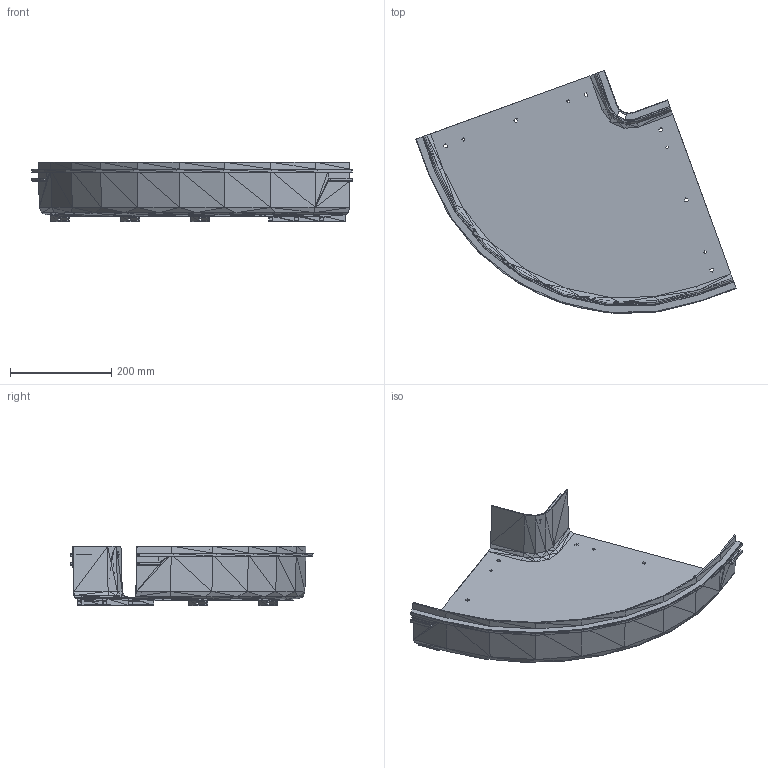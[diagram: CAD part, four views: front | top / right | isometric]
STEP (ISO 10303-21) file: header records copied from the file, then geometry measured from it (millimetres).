
FILE_DESCRIPTION(('FreeCAD Model'),'2;1');
FILE_NAME('Open CASCADE Shape Model','2022-12-01T14:03:21',('Author'),( ''),'Open CASCADE STEP processor 7.6','FreeCAD','Unknown');
FILE_SCHEMA(('AUTOMOTIVE_DESIGN { 1 0 10303 214 1 1 1 1 }'));
Products named in the file (1): DS_360_31890_____________________________________________90____________
________________________________360mm_horizontal_elbow__________________
_001001 (Solid)
Bounding box: 631.88 x 479.41 x 118 mm (x, y, z)
Volume: 926393.9 mm3; surface area: 649432.8 mm2
Topology: 1 solids, 1 shells, 2462 faces, 4090 edges, 1655 vertices
Faces by surface type: plane 2462
Entity records: 104930 total; most frequent: DIRECTION 17196, CARTESIAN_POINT 16388, LINE 12270, VECTOR 12270, ORIENTED_EDGE 8180, PCURVE 8180, DEFINITIONAL_REPRESENTATION 8180, EDGE_CURVE 4090
